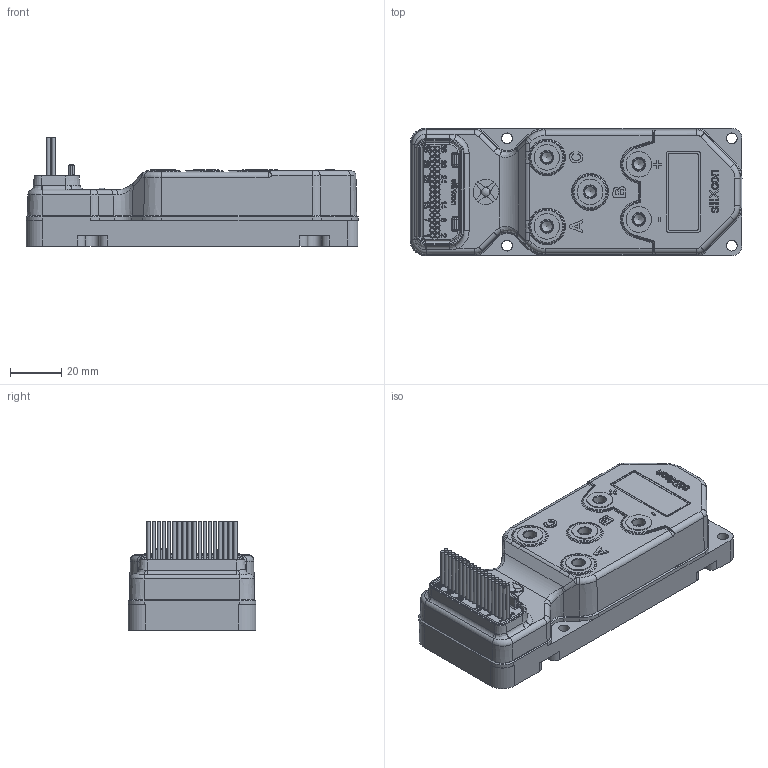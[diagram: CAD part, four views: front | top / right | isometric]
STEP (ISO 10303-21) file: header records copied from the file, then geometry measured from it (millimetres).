
FILE_DESCRIPTION(/* description */ ('TX-controller'),/* implementation_level */ '2;1');
FILE_NAME(/* name */ 'TX-controller.step',/* time_stamp */ '2024-10-04T09:34:18+02:00',/* author */ (''),/* organization */ (''),/* preprocessor_version */ 'ST-DEVELOPER v20',/* originating_system */ 'Autodesk Translation Framework v13.20.0.188',/* authorisation */ '');
FILE_SCHEMA (('AUTOMOTIVE_DESIGN { 1 0 10303 214 3 1 1 }'));
Products named in the file (5): TX-controller; tx1_cover v87; Molex_connector-5016463600 v2; Signal_wires; AX_signal_sealing v1
Assembly tree (4 placements, depth 3):
  TX-controller
    tx1_cover v87
    Molex_connector-5016463600 v2
      Signal_wires
    AX_signal_sealing v1
Bounding box: 130 x 50 x 42.4 mm (x, y, z)
Volume: 164401.9 mm3; surface area: 36002.2 mm2
Topology: 39 solids, 44 shells, 3259 faces, 8330 edges, 5343 vertices
Faces by surface type: plane 1823, bspline 758, cylinder 458, torus 124, cone 69, sphere 27
Full cylindrical faces by diameter (mm): 1.4 x72, 2.8 x1, 2.9 x1, 3.3 x1, 4.234 x40, 5 x5, 5.12 x22, 10 x5
Entity records: 121114 total; most frequent: CARTESIAN_POINT 47020, ORIENTED_EDGE 16646, DIRECTION 12704, EDGE_CURVE 8323, VERTEX_POINT 5343, LINE 5254, VECTOR 5254, AXIS2_PLACEMENT_3D 3725
